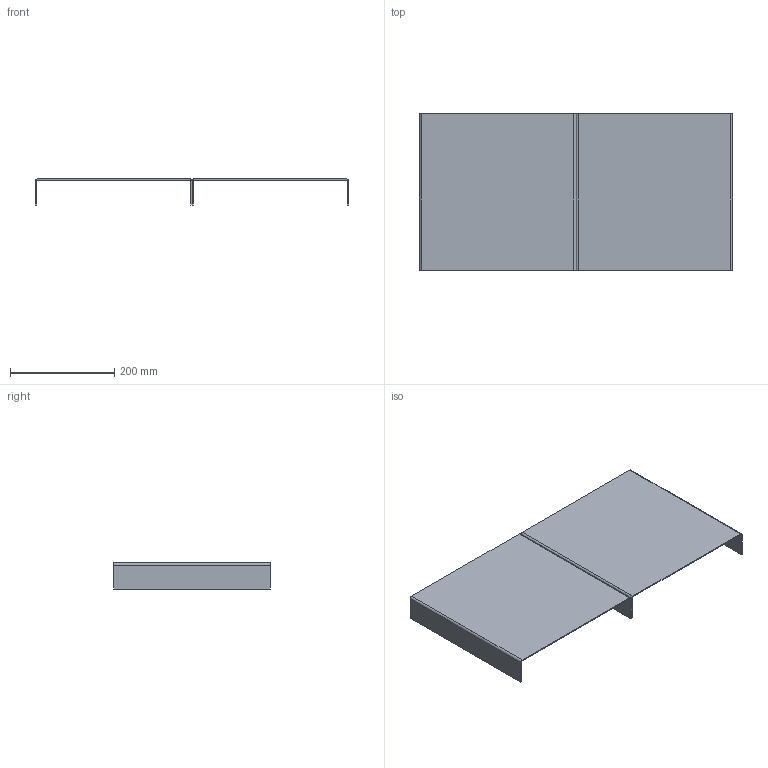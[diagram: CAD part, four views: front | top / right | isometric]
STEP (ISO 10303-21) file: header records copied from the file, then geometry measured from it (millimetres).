
FILE_DESCRIPTION(/* description */ ('STEP AP214'),/* implementation_level */ '2;1');
FILE_NAME(/* name */ '68ceda4c773fddb9529a7652',/* time_stamp */ '2025-09-20T16:46:04Z',/* author */ (''),/* organization */ (''),/* preprocessor_version */ 'ST-DEVELOPER v20',/* originating_system */ 'ONSHAPE BY PTC INC, 1.204',/* authorisation */ ' ');
FILE_SCHEMA (('AUTOMOTIVE_DESIGN {1 0 10303 214 3 1 1}'));
Length unit declared in the file: metre
Products named in the file (2): Part 2; Part 1
Bounding box: 600 x 300 x 50 mm (x, y, z)
Volume: 472109.7 mm3; surface area: 477657.1 mm2
Topology: 2 solids, 2 shells, 44 faces, 88 edges, 48 vertices
Faces by surface type: plane 36, cylinder 8
Entity records: 1147 total; most frequent: DIRECTION 196, CARTESIAN_POINT 182, ORIENTED_EDGE 176, EDGE_CURVE 88, LINE 72, VECTOR 72, AXIS2_PLACEMENT_3D 62, VERTEX_POINT 48
